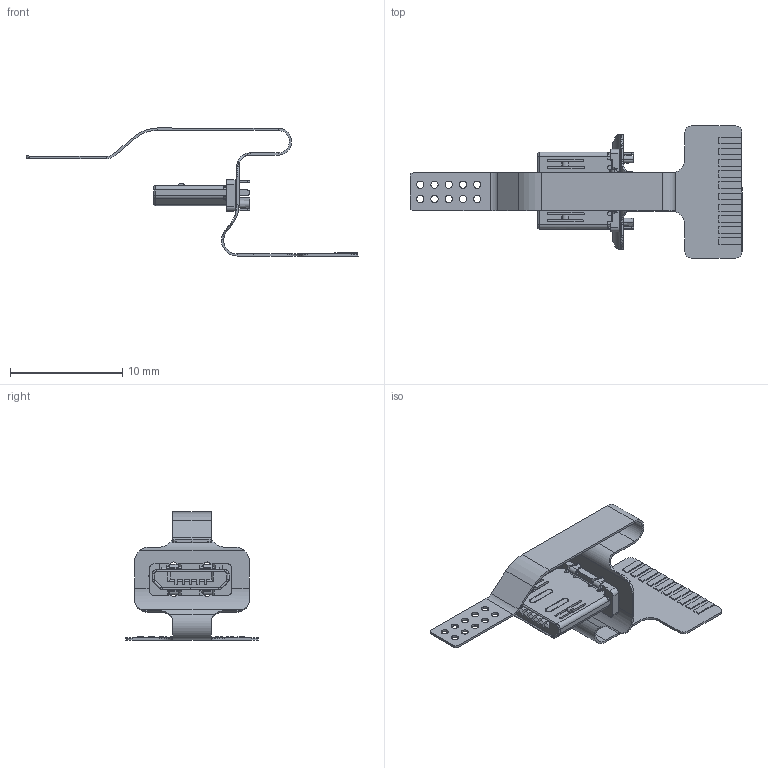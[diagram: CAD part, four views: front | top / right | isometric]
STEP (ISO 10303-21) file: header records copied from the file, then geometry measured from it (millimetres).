
FILE_DESCRIPTION(/* description */ (''),/* implementation_level */ '2;1');
FILE_NAME(/* name */ 'DaisyInterconnectBent.step',/* time_stamp */ '2023-10-24T22:43:49+03:00',/* author */ (''),/* organization */ (''),/* preprocessor_version */ 'ST-DEVELOPER v20',/* originating_system */ 'Autodesk Translation Framework v12.14.0.127',/* authorisation */ '');
FILE_SCHEMA (('AUTOMOTIVE_DESIGN { 1 0 10303 214 3 1 1 }'));
Length unit declared in the file: millimetre
Products named in the file (4): DaisyInterconnect; USB3150-30-130-A; COMPOUND (15); _autosave-DaisyInterconnect PCB
Assembly tree (3 placements, depth 3):
  DaisyInterconnect
    USB3150-30-130-A
      COMPOUND (15)
    _autosave-DaisyInterconnect PCB
Bounding box: 29.6 x 11.8 x 11.42 mm (x, y, z)
Volume: 134.7 mm3; surface area: 963.9 mm2
Topology: 18 solids, 18 shells, 667 faces, 1805 edges, 1174 vertices
Faces by surface type: plane 427, cylinder 176, bspline 58, torus 6
Full cylindrical faces by diameter (mm): 0.5 x5, 0.6 x2, 0.65 x10, 0.75 x2
Entity records: 22304 total; most frequent: CARTESIAN_POINT 5413, ORIENTED_EDGE 3610, DIRECTION 3255, EDGE_CURVE 1805, LINE 1327, VECTOR 1327, VERTEX_POINT 1174, AXIS2_PLACEMENT_3D 964
